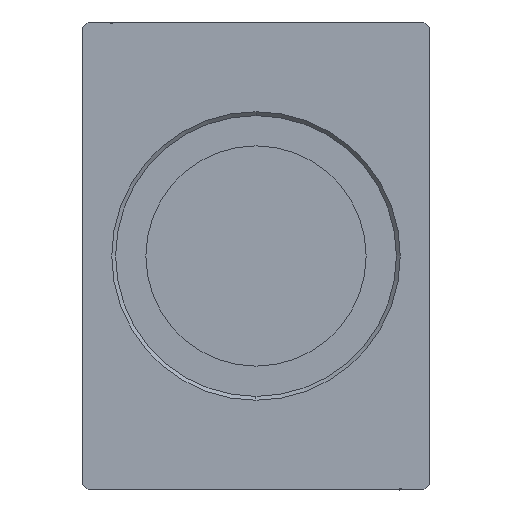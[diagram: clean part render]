
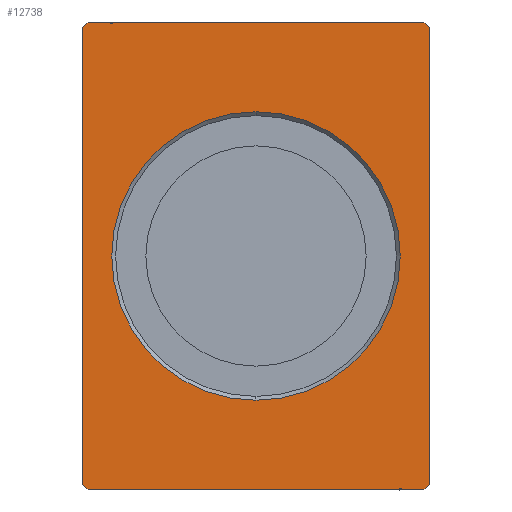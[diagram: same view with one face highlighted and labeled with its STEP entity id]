
A CAD part, left-side view. The second image highlights one B-rep face of the part: STEP entity #12738.
In plain terms, the highlighted planar face has unit normal (-1, 0, 0).
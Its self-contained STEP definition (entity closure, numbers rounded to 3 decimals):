
#185 = ORIENTED_EDGE ( 'NONE', *, *, #25959, .T. ) ;
#1245 = ORIENTED_EDGE ( 'NONE', *, *, #7974, .F. ) ;
#1975 = VECTOR ( 'NONE', #34392, 1000. ) ;
#3384 = EDGE_LOOP ( 'NONE', ( #32281, #11614, #8584, #1245, #32557, #32505, #19109, #31046 ) ) ;
#3762 = DIRECTION ( 'NONE',  ( 0., 0.707, 0.707 ) ) ;
#3880 = DIRECTION ( 'NONE',  ( 0., -0.707, 0.707 ) ) ;
#4078 = LINE ( 'NONE', #6796, #40055 ) ;
#5003 = CIRCLE ( 'NONE', #33392, 26.2 ) ;
#5585 = CARTESIAN_POINT ( 'NONE',  ( 0., -31.5, -41.5 ) ) ;
#5790 = CARTESIAN_POINT ( 'NONE',  ( 0., -31.5, 41.5 ) ) ;
#5886 = VECTOR ( 'NONE', #31996, 1000. ) ;
#6162 = CARTESIAN_POINT ( 'NONE',  ( 0., -31.5, 41.5 ) ) ;
#6796 = CARTESIAN_POINT ( 'NONE',  ( 0., -30.5, 42.5 ) ) ;
#6845 = DIRECTION ( 'NONE',  ( 0., 1., 0. ) ) ;
#6986 = LINE ( 'NONE', #15889, #27634 ) ;
#7293 = LINE ( 'NONE', #19482, #22002 ) ;
#7974 = EDGE_CURVE ( 'NONE', #24980, #20966, #37696, .T. ) ;
#8133 = VERTEX_POINT ( 'NONE', #34987 ) ;
#8448 = AXIS2_PLACEMENT_3D ( 'NONE', #24257, #30653, #12043 ) ;
#8584 = ORIENTED_EDGE ( 'NONE', *, *, #27670, .F. ) ;
#9144 = LINE ( 'NONE', #21764, #1975 ) ;
#9348 = PLANE ( 'NONE',  #8448 ) ;
#9891 = VERTEX_POINT ( 'NONE', #5585 ) ;
#9935 = DIRECTION ( 'NONE',  ( 1., 0., 0. ) ) ;
#10293 = DIRECTION ( 'NONE',  ( 0., -0.707, -0.707 ) ) ;
#10343 = DIRECTION ( 'NONE',  ( 0., 0., -1. ) ) ;
#11614 = ORIENTED_EDGE ( 'NONE', *, *, #15639, .F. ) ;
#12043 = DIRECTION ( 'NONE',  ( 0., 0., -1. ) ) ;
#12385 = DIRECTION ( 'NONE',  ( 0., 0.707, -0.707 ) ) ;
#12738 = ADVANCED_FACE ( 'NONE', ( #21771, #37508 ), #9348, .F. ) ;
#13418 = CARTESIAN_POINT ( 'NONE',  ( 0., 0., 0. ) ) ;
#13631 = ORIENTED_EDGE ( 'NONE', *, *, #37085, .T. ) ;
#14580 = CARTESIAN_POINT ( 'NONE',  ( 0., 30.5, 42.5 ) ) ;
#15639 = EDGE_CURVE ( 'NONE', #20866, #34434, #6986, .T. ) ;
#15705 = LINE ( 'NONE', #25818, #32984 ) ;
#15889 = CARTESIAN_POINT ( 'NONE',  ( 0., 31.5, -41.5 ) ) ;
#17195 = CARTESIAN_POINT ( 'NONE',  ( 0., -30.5, 42.5 ) ) ;
#18100 = CARTESIAN_POINT ( 'NONE',  ( 0., 30.5, -42.5 ) ) ;
#19109 = ORIENTED_EDGE ( 'NONE', *, *, #38104, .F. ) ;
#19482 = CARTESIAN_POINT ( 'NONE',  ( 0., 30.5, -42.5 ) ) ;
#19557 = VECTOR ( 'NONE', #12385, 1000. ) ;
#19654 = CARTESIAN_POINT ( 'NONE',  ( 0., 0., 0. ) ) ;
#19970 = EDGE_CURVE ( 'NONE', #23440, #25775, #9144, .T. ) ;
#20584 = AXIS2_PLACEMENT_3D ( 'NONE', #13418, #38274, #35770 ) ;
#20866 = VERTEX_POINT ( 'NONE', #29075 ) ;
#20966 = VERTEX_POINT ( 'NONE', #18100 ) ;
#21552 = EDGE_CURVE ( 'NONE', #23089, #9891, #37010, .T. ) ;
#21764 = CARTESIAN_POINT ( 'NONE',  ( 0., 30.5, 42.5 ) ) ;
#21771 = FACE_BOUND ( 'NONE', #28454, .T. ) ;
#22002 = VECTOR ( 'NONE', #3762, 1000. ) ;
#22718 = CARTESIAN_POINT ( 'NONE',  ( 0., 31.5, 41.5 ) ) ;
#23089 = VERTEX_POINT ( 'NONE', #5790 ) ;
#23157 = EDGE_CURVE ( 'NONE', #34434, #23440, #15705, .T. ) ;
#23440 = VERTEX_POINT ( 'NONE', #14580 ) ;
#24257 = CARTESIAN_POINT ( 'NONE',  ( 0., 0., 0. ) ) ;
#24700 = VERTEX_POINT ( 'NONE', #29427 ) ;
#24980 = VERTEX_POINT ( 'NONE', #30870 ) ;
#25775 = VERTEX_POINT ( 'NONE', #17195 ) ;
#25818 = CARTESIAN_POINT ( 'NONE',  ( 0., 31.5, 41.5 ) ) ;
#25959 = EDGE_CURVE ( 'NONE', #24700, #8133, #38448, .T. ) ;
#27634 = VECTOR ( 'NONE', #37262, 1000. ) ;
#27670 = EDGE_CURVE ( 'NONE', #20966, #20866, #7293, .T. ) ;
#28092 = CARTESIAN_POINT ( 'NONE',  ( 0., -31.5, -41.5 ) ) ;
#28454 = EDGE_LOOP ( 'NONE', ( #13631, #185 ) ) ;
#29075 = CARTESIAN_POINT ( 'NONE',  ( 0., 31.5, -41.5 ) ) ;
#29427 = CARTESIAN_POINT ( 'NONE',  ( 0., 0., -26.2 ) ) ;
#30653 = DIRECTION ( 'NONE',  ( 1., 0., 0. ) ) ;
#30770 = VECTOR ( 'NONE', #6845, 1000. ) ;
#30870 = CARTESIAN_POINT ( 'NONE',  ( 0., -30.5, -42.5 ) ) ;
#31046 = ORIENTED_EDGE ( 'NONE', *, *, #19970, .F. ) ;
#31872 = CARTESIAN_POINT ( 'NONE',  ( 0., -30.5, -42.5 ) ) ;
#31996 = DIRECTION ( 'NONE',  ( 0., 0., -1. ) ) ;
#32281 = ORIENTED_EDGE ( 'NONE', *, *, #23157, .F. ) ;
#32505 = ORIENTED_EDGE ( 'NONE', *, *, #21552, .F. ) ;
#32557 = ORIENTED_EDGE ( 'NONE', *, *, #38061, .F. ) ;
#32984 = VECTOR ( 'NONE', #3880, 1000. ) ;
#33392 = AXIS2_PLACEMENT_3D ( 'NONE', #19654, #9935, #10343 ) ;
#34392 = DIRECTION ( 'NONE',  ( 0., -1., 0. ) ) ;
#34434 = VERTEX_POINT ( 'NONE', #22718 ) ;
#34987 = CARTESIAN_POINT ( 'NONE',  ( 0., 0., 26.2 ) ) ;
#35770 = DIRECTION ( 'NONE',  ( 0., 0., -1. ) ) ;
#37010 = LINE ( 'NONE', #6162, #5886 ) ;
#37035 = LINE ( 'NONE', #28092, #19557 ) ;
#37085 = EDGE_CURVE ( 'NONE', #8133, #24700, #5003, .T. ) ;
#37262 = DIRECTION ( 'NONE',  ( 0., 0., 1. ) ) ;
#37508 = FACE_OUTER_BOUND ( 'NONE', #3384, .T. ) ;
#37696 = LINE ( 'NONE', #31872, #30770 ) ;
#38061 = EDGE_CURVE ( 'NONE', #9891, #24980, #37035, .T. ) ;
#38104 = EDGE_CURVE ( 'NONE', #25775, #23089, #4078, .T. ) ;
#38274 = DIRECTION ( 'NONE',  ( 1., 0., 0. ) ) ;
#38448 = CIRCLE ( 'NONE', #20584, 26.2 ) ;
#40055 = VECTOR ( 'NONE', #10293, 1000. ) ;
